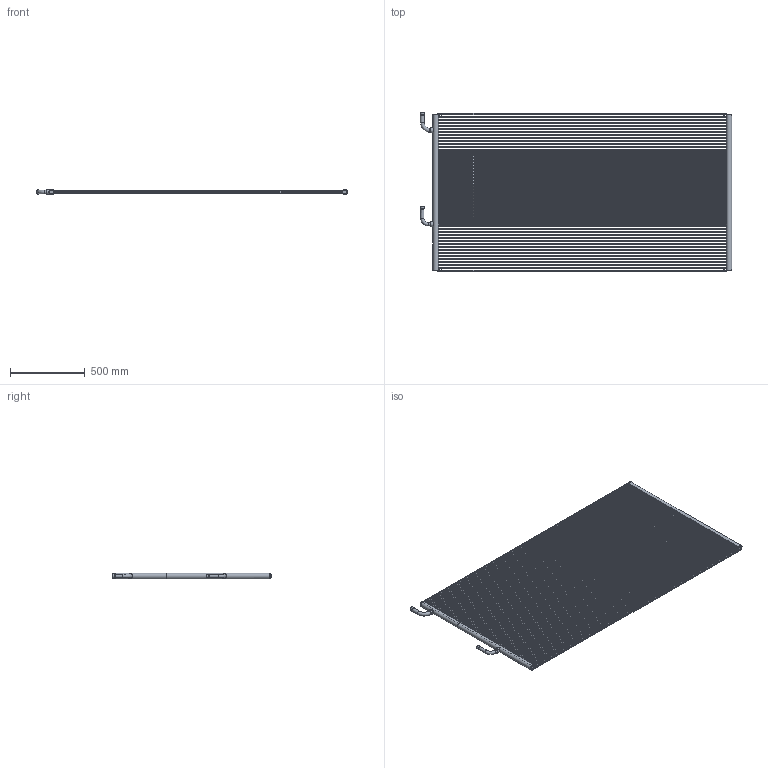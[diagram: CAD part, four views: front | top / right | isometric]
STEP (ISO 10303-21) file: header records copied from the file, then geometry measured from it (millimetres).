
FILE_DESCRIPTION(('TFLEX Exchange Step'),'2;1');
FILE_NAME('RC-2000.stp', '2023-04-05T12:10:44+03:00',('EXT0102'),('Unknown organisation'),'TFLEX Exchange 2022.1','T-FLEX CAD','Unknown authorisation');
FILE_SCHEMA( ('AUTOMOTIVE_DESIGN { 1 0 10303 214 1 1 1 1 }') );
Length unit declared in the file: millimetre
Products named in the file (1): Nodes
Bounding box: 2084.7 x 1064.4 x 38 mm (x, y, z)
Volume: 10968955.7 mm3; surface area: 11601807.8 mm2
Topology: 1 solids, 2 shells, 1886 faces, 5764 edges, 4004 vertices
Faces by surface type: cylinder 993, plane 883, torus 8, cone 2
Full cylindrical faces by diameter (mm): 3.2 x16, 20 x2, 21 x2, 22.2 x4, 24.2 x3, 25.4 x3, 27.4 x1, 28 x4, 32 x2, 33 x3, 38 x2
Entity records: 217672 total; most frequent: CARTESIAN_POINT 166635, ORIENTED_EDGE 11528, DIRECTION 9718, EDGE_CURVE 5764, VERTEX_POINT 4004, AXIS2_PLACEMENT_3D 3757, EDGE_LOOP 2248, FACE_BOUND 2248
